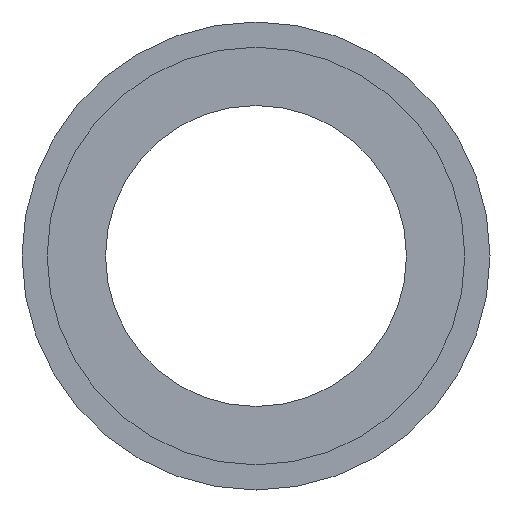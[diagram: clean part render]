
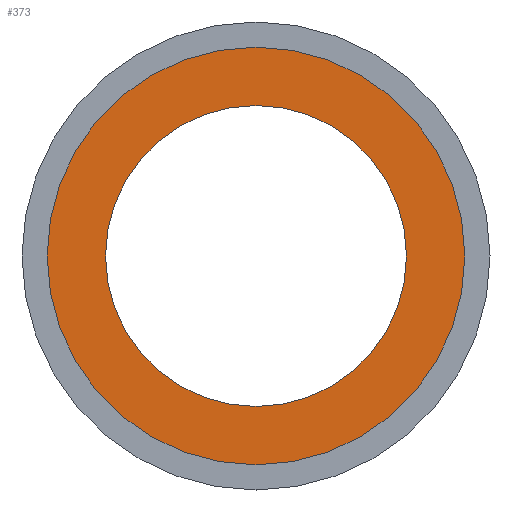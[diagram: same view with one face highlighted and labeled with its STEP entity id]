
A CAD part, front view. The second image highlights one B-rep face of the part: STEP entity #373.
In plain terms, the highlighted planar face has unit normal (0, -1, 0).
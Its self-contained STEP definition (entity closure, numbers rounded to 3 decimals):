
#7 = PLANE ( 'NONE',  #538 ) ;
#30 = VERTEX_POINT ( 'NONE', #79 ) ;
#33 = VERTEX_POINT ( 'NONE', #34 ) ;
#34 = CARTESIAN_POINT ( 'NONE',  ( 12.25, 6.5, 0. ) ) ;
#62 = DIRECTION ( 'NONE',  ( 0., 1., 0. ) ) ;
#63 = DIRECTION ( 'NONE',  ( 0., 1., 0. ) ) ;
#75 = ORIENTED_EDGE ( 'NONE', *, *, #473, .T. ) ;
#79 = CARTESIAN_POINT ( 'NONE',  ( 17.6, 6.5, 0. ) ) ;
#81 = EDGE_CURVE ( 'NONE', #33, #374, #594, .T. ) ;
#89 = AXIS2_PLACEMENT_3D ( 'NONE', #225, #63, #422 ) ;
#137 = DIRECTION ( 'NONE',  ( 0., 1., 0. ) ) ;
#142 = AXIS2_PLACEMENT_3D ( 'NONE', #442, #62, #161 ) ;
#145 = ORIENTED_EDGE ( 'NONE', *, *, #247, .F. ) ;
#161 = DIRECTION ( 'NONE',  ( -1., 0., 0. ) ) ;
#163 = DIRECTION ( 'NONE',  ( -1., 0., 0. ) ) ;
#214 = VERTEX_POINT ( 'NONE', #488 ) ;
#225 = CARTESIAN_POINT ( 'NONE',  ( 0., 6.5, 0. ) ) ;
#227 = CARTESIAN_POINT ( 'NONE',  ( -12.25, 6.5, 0. ) ) ;
#238 = AXIS2_PLACEMENT_3D ( 'NONE', #548, #608, #592 ) ;
#243 = FACE_OUTER_BOUND ( 'NONE', #327, .T. ) ;
#247 = EDGE_CURVE ( 'NONE', #214, #30, #486, .T. ) ;
#270 = ORIENTED_EDGE ( 'NONE', *, *, #81, .T. ) ;
#295 = DIRECTION ( 'NONE',  ( 0., 1., 0. ) ) ;
#327 = EDGE_LOOP ( 'NONE', ( #145, #602 ) ) ;
#337 = DIRECTION ( 'NONE',  ( -1., 0., 0. ) ) ;
#353 = CARTESIAN_POINT ( 'NONE',  ( 0., 6.5, 0. ) ) ;
#373 = ADVANCED_FACE ( 'NONE', ( #243, #511 ), #7, .F. ) ;
#374 = VERTEX_POINT ( 'NONE', #227 ) ;
#422 = DIRECTION ( 'NONE',  ( -1., 0., 0. ) ) ;
#434 = AXIS2_PLACEMENT_3D ( 'NONE', #353, #295, #337 ) ;
#442 = CARTESIAN_POINT ( 'NONE',  ( 0., 6.5, 0. ) ) ;
#473 = EDGE_CURVE ( 'NONE', #374, #33, #524, .T. ) ;
#476 = CIRCLE ( 'NONE', #238, 17.6 ) ;
#486 = CIRCLE ( 'NONE', #142, 17.6 ) ;
#488 = CARTESIAN_POINT ( 'NONE',  ( -17.6, 6.5, 0. ) ) ;
#509 = EDGE_CURVE ( 'NONE', #30, #214, #476, .T. ) ;
#511 = FACE_BOUND ( 'NONE', #552, .T. ) ;
#524 = CIRCLE ( 'NONE', #89, 12.25 ) ;
#538 = AXIS2_PLACEMENT_3D ( 'NONE', #613, #137, #163 ) ;
#548 = CARTESIAN_POINT ( 'NONE',  ( 0., 6.5, 0. ) ) ;
#552 = EDGE_LOOP ( 'NONE', ( #75, #270 ) ) ;
#592 = DIRECTION ( 'NONE',  ( -1., 0., 0. ) ) ;
#594 = CIRCLE ( 'NONE', #434, 12.25 ) ;
#602 = ORIENTED_EDGE ( 'NONE', *, *, #509, .F. ) ;
#608 = DIRECTION ( 'NONE',  ( 0., 1., 0. ) ) ;
#613 = CARTESIAN_POINT ( 'NONE',  ( 12.25, 6.5, 0. ) ) ;
